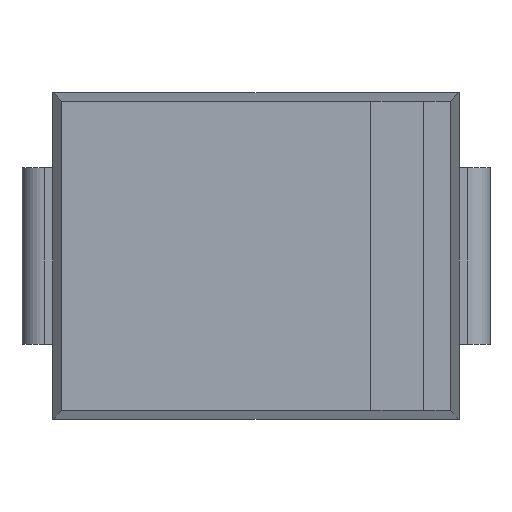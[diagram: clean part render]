
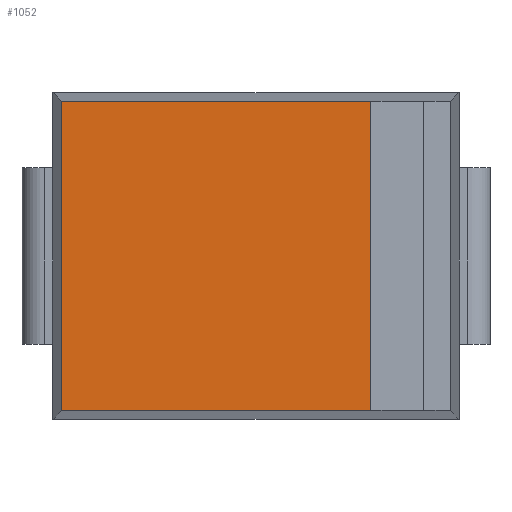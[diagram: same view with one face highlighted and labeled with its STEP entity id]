
A CAD part, top view. The second image highlights one B-rep face of the part: STEP entity #1052.
In plain terms, the highlighted planar face has unit normal (0, 0, 1).
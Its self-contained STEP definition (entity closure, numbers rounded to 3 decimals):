
#111 = PLANE('',#112);
#112 = AXIS2_PLACEMENT_3D('',#113,#114,#115);
#113 = CARTESIAN_POINT('',(-2.2,0.,2.25));
#114 = DIRECTION('',(-0.995,0.,
    0.1));
#115 = DIRECTION('',(0.,1.,0.));
#1052 = ADVANCED_FACE('',(#1053),#1067,.T.);
#1053 = FACE_BOUND('',#1054,.T.);
#1054 = EDGE_LOOP('',(#1055,#1090,#1118,#1141));
#1055 = ORIENTED_EDGE('',*,*,#1056,.F.);
#1056 = EDGE_CURVE('',#1057,#1059,#1061,.T.);
#1057 = VERTEX_POINT('',#1058);
#1058 = CARTESIAN_POINT('',(1.3,1.75,2.25));
#1059 = VERTEX_POINT('',#1060);
#1060 = CARTESIAN_POINT('',(1.3,-1.75,2.25));
#1061 = SURFACE_CURVE('',#1062,(#1066,#1078),.PCURVE_S1.);
#1062 = LINE('',#1063,#1064);
#1063 = CARTESIAN_POINT('',(1.3,1.75,2.25));
#1064 = VECTOR('',#1065,1.);
#1065 = DIRECTION('',(0.,-1.,0.));
#1066 = PCURVE('',#1067,#1072);
#1067 = PLANE('',#1068);
#1068 = AXIS2_PLACEMENT_3D('',#1069,#1070,#1071);
#1069 = CARTESIAN_POINT('',(0.,0.,2.25
    ));
#1070 = DIRECTION('',(0.,0.,1.));
#1071 = DIRECTION('',(-1.,0.,0.));
#1072 = DEFINITIONAL_REPRESENTATION('',(#1073),#1077);
#1073 = LINE('',#1074,#1075);
#1074 = CARTESIAN_POINT('',(-1.3,-1.75));
#1075 = VECTOR('',#1076,1.);
#1076 = DIRECTION('',(0.,1.));
#1077 = ( GEOMETRIC_REPRESENTATION_CONTEXT(2) 
PARAMETRIC_REPRESENTATION_CONTEXT() REPRESENTATION_CONTEXT('2D SPACE',''
  ) );
#1078 = PCURVE('',#1079,#1084);
#1079 = PLANE('',#1080);
#1080 = AXIS2_PLACEMENT_3D('',#1081,#1082,#1083);
#1081 = CARTESIAN_POINT('',(1.3,1.75,2.251));
#1082 = DIRECTION('',(1.,0.,0.));
#1083 = DIRECTION('',(0.,0.,1.));
#1084 = DEFINITIONAL_REPRESENTATION('',(#1085),#1089);
#1085 = LINE('',#1086,#1087);
#1086 = CARTESIAN_POINT('',(-0.001,0.));
#1087 = VECTOR('',#1088,1.);
#1088 = DIRECTION('',(0.,1.));
#1089 = ( GEOMETRIC_REPRESENTATION_CONTEXT(2) 
PARAMETRIC_REPRESENTATION_CONTEXT() REPRESENTATION_CONTEXT('2D SPACE',''
  ) );
#1090 = ORIENTED_EDGE('',*,*,#1091,.T.);
#1091 = EDGE_CURVE('',#1057,#1092,#1094,.T.);
#1092 = VERTEX_POINT('',#1093);
#1093 = CARTESIAN_POINT('',(-2.2,1.75,2.25));
#1094 = SURFACE_CURVE('',#1095,(#1099,#1106),.PCURVE_S1.);
#1095 = LINE('',#1096,#1097);
#1096 = CARTESIAN_POINT('',(-2.3,1.75,2.25));
#1097 = VECTOR('',#1098,1.);
#1098 = DIRECTION('',(-1.,0.,0.));
#1099 = PCURVE('',#1067,#1100);
#1100 = DEFINITIONAL_REPRESENTATION('',(#1101),#1105);
#1101 = LINE('',#1102,#1103);
#1102 = CARTESIAN_POINT('',(2.3,-1.75));
#1103 = VECTOR('',#1104,1.);
#1104 = DIRECTION('',(1.,0.));
#1105 = ( GEOMETRIC_REPRESENTATION_CONTEXT(2) 
PARAMETRIC_REPRESENTATION_CONTEXT() REPRESENTATION_CONTEXT('2D SPACE',''
  ) );
#1106 = PCURVE('',#1107,#1112);
#1107 = PLANE('',#1108);
#1108 = AXIS2_PLACEMENT_3D('',#1109,#1110,#1111);
#1109 = CARTESIAN_POINT('',(0.,1.75,2.25));
#1110 = DIRECTION('',(0.,0.995,
    0.1));
#1111 = DIRECTION('',(1.,0.,0.));
#1112 = DEFINITIONAL_REPRESENTATION('',(#1113),#1117);
#1113 = LINE('',#1114,#1115);
#1114 = CARTESIAN_POINT('',(-2.3,0.));
#1115 = VECTOR('',#1116,1.);
#1116 = DIRECTION('',(-1.,0.));
#1117 = ( GEOMETRIC_REPRESENTATION_CONTEXT(2) 
PARAMETRIC_REPRESENTATION_CONTEXT() REPRESENTATION_CONTEXT('2D SPACE',''
  ) );
#1118 = ORIENTED_EDGE('',*,*,#1119,.T.);
#1119 = EDGE_CURVE('',#1092,#1120,#1122,.T.);
#1120 = VERTEX_POINT('',#1121);
#1121 = CARTESIAN_POINT('',(-2.2,-1.75,2.25));
#1122 = SURFACE_CURVE('',#1123,(#1127,#1134),.PCURVE_S1.);
#1123 = LINE('',#1124,#1125);
#1124 = CARTESIAN_POINT('',(-2.2,-1.85,2.25));
#1125 = VECTOR('',#1126,1.);
#1126 = DIRECTION('',(0.,-1.,0.));
#1127 = PCURVE('',#1067,#1128);
#1128 = DEFINITIONAL_REPRESENTATION('',(#1129),#1133);
#1129 = LINE('',#1130,#1131);
#1130 = CARTESIAN_POINT('',(2.2,1.85));
#1131 = VECTOR('',#1132,1.);
#1132 = DIRECTION('',(0.,1.));
#1133 = ( GEOMETRIC_REPRESENTATION_CONTEXT(2) 
PARAMETRIC_REPRESENTATION_CONTEXT() REPRESENTATION_CONTEXT('2D SPACE',''
  ) );
#1134 = PCURVE('',#111,#1135);
#1135 = DEFINITIONAL_REPRESENTATION('',(#1136),#1140);
#1136 = LINE('',#1137,#1138);
#1137 = CARTESIAN_POINT('',(-1.85,0.));
#1138 = VECTOR('',#1139,1.);
#1139 = DIRECTION('',(-1.,0.));
#1140 = ( GEOMETRIC_REPRESENTATION_CONTEXT(2) 
PARAMETRIC_REPRESENTATION_CONTEXT() REPRESENTATION_CONTEXT('2D SPACE',''
  ) );
#1141 = ORIENTED_EDGE('',*,*,#1142,.T.);
#1142 = EDGE_CURVE('',#1120,#1059,#1143,.T.);
#1143 = SURFACE_CURVE('',#1144,(#1148,#1155),.PCURVE_S1.);
#1144 = LINE('',#1145,#1146);
#1145 = CARTESIAN_POINT('',(2.3,-1.75,2.25));
#1146 = VECTOR('',#1147,1.);
#1147 = DIRECTION('',(1.,0.,0.));
#1148 = PCURVE('',#1067,#1149);
#1149 = DEFINITIONAL_REPRESENTATION('',(#1150),#1154);
#1150 = LINE('',#1151,#1152);
#1151 = CARTESIAN_POINT('',(-2.3,1.75));
#1152 = VECTOR('',#1153,1.);
#1153 = DIRECTION('',(-1.,0.));
#1154 = ( GEOMETRIC_REPRESENTATION_CONTEXT(2) 
PARAMETRIC_REPRESENTATION_CONTEXT() REPRESENTATION_CONTEXT('2D SPACE',''
  ) );
#1155 = PCURVE('',#1156,#1161);
#1156 = PLANE('',#1157);
#1157 = AXIS2_PLACEMENT_3D('',#1158,#1159,#1160);
#1158 = CARTESIAN_POINT('',(0.,-1.75,2.25));
#1159 = DIRECTION('',(0.,-0.995,
    0.1));
#1160 = DIRECTION('',(-1.,0.,0.));
#1161 = DEFINITIONAL_REPRESENTATION('',(#1162),#1166);
#1162 = LINE('',#1163,#1164);
#1163 = CARTESIAN_POINT('',(-2.3,0.));
#1164 = VECTOR('',#1165,1.);
#1165 = DIRECTION('',(-1.,0.));
#1166 = ( GEOMETRIC_REPRESENTATION_CONTEXT(2) 
PARAMETRIC_REPRESENTATION_CONTEXT() REPRESENTATION_CONTEXT('2D SPACE',''
  ) );
